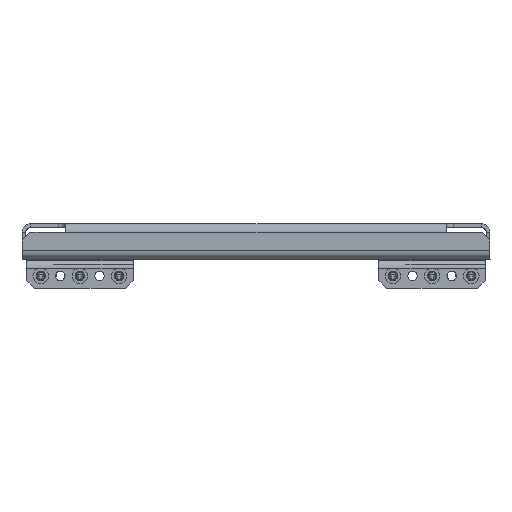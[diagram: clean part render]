
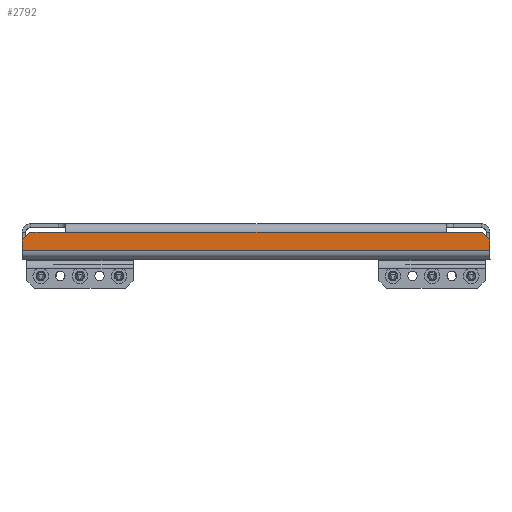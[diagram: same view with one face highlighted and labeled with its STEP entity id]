
A CAD part, left-side view. The second image highlights one B-rep face of the part: STEP entity #2792.
In plain terms, the highlighted planar face has unit normal (-1, 0, 0).
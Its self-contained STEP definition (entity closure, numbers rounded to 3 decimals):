
#75 = VERTEX_POINT ( 'NONE', #11319 ) ;
#116 = ORIENTED_EDGE ( 'NONE', *, *, #2616, .T. ) ;
#176 = CARTESIAN_POINT ( 'NONE',  ( -549.5, 121.5, -3. ) ) ;
#339 = DIRECTION ( 'NONE',  ( 0., 0.707, 0.707 ) ) ;
#542 = ORIENTED_EDGE ( 'NONE', *, *, #5484, .T. ) ;
#1106 = CARTESIAN_POINT ( 'NONE',  ( -549.5, -121.5, -3. ) ) ;
#1154 = CARTESIAN_POINT ( 'NONE',  ( -549.5, -149.5, -3. ) ) ;
#1665 = VERTEX_POINT ( 'NONE', #9205 ) ;
#1673 = CARTESIAN_POINT ( 'NONE',  ( -549.5, 144.5, -3. ) ) ;
#1869 = CARTESIAN_POINT ( 'NONE',  ( -549.5, 149.5, 0. ) ) ;
#1933 = FACE_OUTER_BOUND ( 'NONE', #6328, .T. ) ;
#2108 = ORIENTED_EDGE ( 'NONE', *, *, #8441, .T. ) ;
#2267 = DIRECTION ( 'NONE',  ( 0., -1., 0. ) ) ;
#2300 = LINE ( 'NONE', #1154, #5851 ) ;
#2467 = PLANE ( 'NONE',  #8108 ) ;
#2616 = EDGE_CURVE ( 'NONE', #12370, #1665, #8720, .T. ) ;
#2792 = ADVANCED_FACE ( 'NONE', ( #1933 ), #2467, .F. ) ;
#2823 = LINE ( 'NONE', #1869, #10355 ) ;
#3186 = LINE ( 'NONE', #1673, #11065 ) ;
#3249 = VECTOR ( 'NONE', #9371, 1000. ) ;
#3577 = CARTESIAN_POINT ( 'NONE',  ( -549.5, 149.5, -15. ) ) ;
#3651 = DIRECTION ( 'NONE',  ( 0., 0.707, -0.707 ) ) ;
#3768 = VERTEX_POINT ( 'NONE', #9227 ) ;
#3873 = VECTOR ( 'NONE', #339, 1000. ) ;
#3932 = CARTESIAN_POINT ( 'NONE',  ( -549.5, -149.5, -8. ) ) ;
#4077 = EDGE_CURVE ( 'NONE', #9891, #75, #8354, .T. ) ;
#4223 = DIRECTION ( 'NONE',  ( 0., 0., 1. ) ) ;
#4301 = VECTOR ( 'NONE', #10744, 1000. ) ;
#4367 = DIRECTION ( 'NONE',  ( 0., -1., 0. ) ) ;
#5257 = CARTESIAN_POINT ( 'NONE',  ( -549.5, -149.5, 0. ) ) ;
#5449 = CARTESIAN_POINT ( 'NONE',  ( -549.5, -149.5, -3. ) ) ;
#5484 = EDGE_CURVE ( 'NONE', #8860, #3768, #3186, .T. ) ;
#5851 = VECTOR ( 'NONE', #2267, 1000. ) ;
#6328 = EDGE_LOOP ( 'NONE', ( #13070, #8640, #6683, #116, #12848, #542, #2108, #8347 ) ) ;
#6683 = ORIENTED_EDGE ( 'NONE', *, *, #11909, .F. ) ;
#7195 = LINE ( 'NONE', #5449, #7350 ) ;
#7350 = VECTOR ( 'NONE', #4367, 1000. ) ;
#7648 = CARTESIAN_POINT ( 'NONE',  ( -549.5, 144.5, -3. ) ) ;
#7840 = VECTOR ( 'NONE', #4223, 1000. ) ;
#8108 = AXIS2_PLACEMENT_3D ( 'NONE', #10678, #11699, #10529 ) ;
#8321 = CARTESIAN_POINT ( 'NONE',  ( -549.5, -144.5, -3. ) ) ;
#8347 = ORIENTED_EDGE ( 'NONE', *, *, #4077, .T. ) ;
#8354 = LINE ( 'NONE', #3577, #4301 ) ;
#8441 = EDGE_CURVE ( 'NONE', #3768, #9891, #2823, .T. ) ;
#8640 = ORIENTED_EDGE ( 'NONE', *, *, #10509, .T. ) ;
#8720 = LINE ( 'NONE', #176, #3249 ) ;
#8860 = VERTEX_POINT ( 'NONE', #7648 ) ;
#9155 = EDGE_CURVE ( 'NONE', #8860, #1665, #2300, .T. ) ;
#9205 = CARTESIAN_POINT ( 'NONE',  ( -549.5, 121.5, -3. ) ) ;
#9227 = CARTESIAN_POINT ( 'NONE',  ( -549.5, 149.5, -8. ) ) ;
#9327 = LINE ( 'NONE', #10601, #3873 ) ;
#9371 = DIRECTION ( 'NONE',  ( 0., 1., 0. ) ) ;
#9617 = LINE ( 'NONE', #5257, #7840 ) ;
#9659 = EDGE_CURVE ( 'NONE', #75, #12436, #9617, .T. ) ;
#9891 = VERTEX_POINT ( 'NONE', #11205 ) ;
#10191 = DIRECTION ( 'NONE',  ( 0., 0., -1. ) ) ;
#10355 = VECTOR ( 'NONE', #10191, 1000. ) ;
#10509 = EDGE_CURVE ( 'NONE', #12436, #12793, #9327, .T. ) ;
#10529 = DIRECTION ( 'NONE',  ( 0., 0., -1. ) ) ;
#10601 = CARTESIAN_POINT ( 'NONE',  ( -549.5, -149.5, -8. ) ) ;
#10678 = CARTESIAN_POINT ( 'NONE',  ( -549.5, 0., 0. ) ) ;
#10744 = DIRECTION ( 'NONE',  ( 0., -1., 0. ) ) ;
#11065 = VECTOR ( 'NONE', #3651, 1000. ) ;
#11205 = CARTESIAN_POINT ( 'NONE',  ( -549.5, 149.5, -15. ) ) ;
#11319 = CARTESIAN_POINT ( 'NONE',  ( -549.5, -149.5, -15. ) ) ;
#11699 = DIRECTION ( 'NONE',  ( 1., 0., 0. ) ) ;
#11909 = EDGE_CURVE ( 'NONE', #12370, #12793, #7195, .T. ) ;
#12370 = VERTEX_POINT ( 'NONE', #1106 ) ;
#12436 = VERTEX_POINT ( 'NONE', #3932 ) ;
#12793 = VERTEX_POINT ( 'NONE', #8321 ) ;
#12848 = ORIENTED_EDGE ( 'NONE', *, *, #9155, .F. ) ;
#13070 = ORIENTED_EDGE ( 'NONE', *, *, #9659, .T. ) ;
